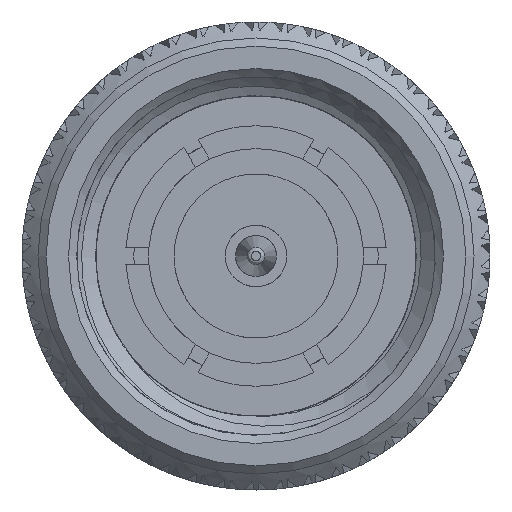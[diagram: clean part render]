
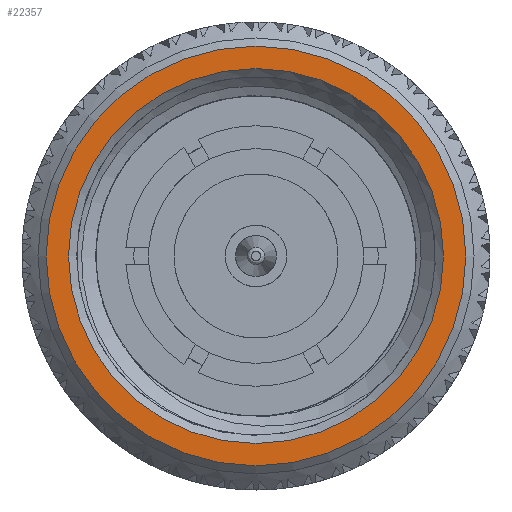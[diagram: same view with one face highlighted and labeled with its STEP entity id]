
A CAD part, left-side view. The second image highlights one B-rep face of the part: STEP entity #22357.
In plain terms, the highlighted planar face has unit normal (-1, 0, 0).
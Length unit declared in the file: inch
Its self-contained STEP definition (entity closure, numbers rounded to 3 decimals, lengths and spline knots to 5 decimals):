
#690 = EDGE_CURVE ( 'NONE', #34191, #34191, #20414, .T. ) ;
#4062 = PLANE ( 'NONE',  #75070 ) ;
#5944 = FACE_OUTER_BOUND ( 'NONE', #17077, .T. ) ;
#6911 = DIRECTION ( 'NONE',  ( 1., 0., 0. ) ) ;
#17077 = EDGE_LOOP ( 'NONE', ( #49574 ) ) ;
#20414 = CIRCLE ( 'NONE', #83432, 0.22875 ) ;
#21525 = CARTESIAN_POINT ( 'NONE',  ( 0., 0.22875, 0. ) ) ;
#22214 = EDGE_CURVE ( 'NONE', #68253, #68253, #90524, .T. ) ;
#22357 = ADVANCED_FACE ( 'NONE', ( #101849, #5944 ), #4062, .F. ) ;
#22452 = AXIS2_PLACEMENT_3D ( 'NONE', #72176, #79236, #47200 ) ;
#34191 = VERTEX_POINT ( 'NONE', #21525 ) ;
#47200 = DIRECTION ( 'NONE',  ( 0., 1., 0. ) ) ;
#49574 = ORIENTED_EDGE ( 'NONE', *, *, #22214, .T. ) ;
#54902 = DIRECTION ( 'NONE',  ( 0., 1., 0. ) ) ;
#59697 = EDGE_LOOP ( 'NONE', ( #93528 ) ) ;
#60494 = DIRECTION ( 'NONE',  ( 0., 1., 0. ) ) ;
#68253 = VERTEX_POINT ( 'NONE', #101266 ) ;
#68918 = DIRECTION ( 'NONE',  ( 1., 0., 0. ) ) ;
#72176 = CARTESIAN_POINT ( 'NONE',  ( 0., 0., 0. ) ) ;
#75070 = AXIS2_PLACEMENT_3D ( 'NONE', #100319, #68918, #60494 ) ;
#79236 = DIRECTION ( 'NONE',  ( -1., 0., 0. ) ) ;
#83432 = AXIS2_PLACEMENT_3D ( 'NONE', #95411, #6911, #54902 ) ;
#90524 = CIRCLE ( 'NONE', #22452, 0.256 ) ;
#93528 = ORIENTED_EDGE ( 'NONE', *, *, #690, .T. ) ;
#95411 = CARTESIAN_POINT ( 'NONE',  ( 0., 0., 0. ) ) ;
#100319 = CARTESIAN_POINT ( 'NONE',  ( 0., 0.27, 0. ) ) ;
#101266 = CARTESIAN_POINT ( 'NONE',  ( 0., 0.256, 0. ) ) ;
#101849 = FACE_BOUND ( 'NONE', #59697, .T. ) ;
